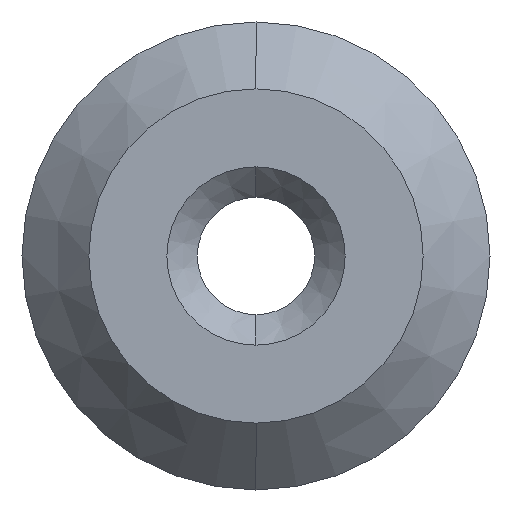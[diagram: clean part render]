
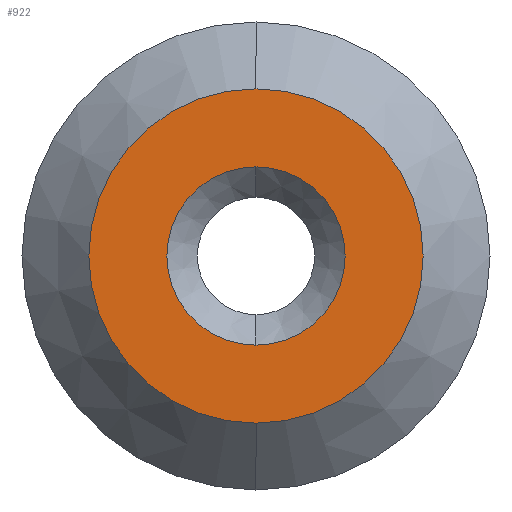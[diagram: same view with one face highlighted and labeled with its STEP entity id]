
A CAD part, left-side view. The second image highlights one B-rep face of the part: STEP entity #922.
In plain terms, the highlighted planar face has unit normal (-1, 0, 0).
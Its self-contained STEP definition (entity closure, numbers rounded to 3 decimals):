
#56 = AXIS2_PLACEMENT_3D ( 'NONE', #640, #882, #265 ) ;
#102 = EDGE_CURVE ( 'NONE', #420, #259, #677, .T. ) ;
#108 = DIRECTION ( 'NONE',  ( -1., 0., 0. ) ) ;
#127 = ORIENTED_EDGE ( 'NONE', *, *, #392, .F. ) ;
#135 = DIRECTION ( 'NONE',  ( 0., 0., 1. ) ) ;
#171 = DIRECTION ( 'NONE',  ( 0., 0., 1. ) ) ;
#259 = VERTEX_POINT ( 'NONE', #266 ) ;
#265 = DIRECTION ( 'NONE',  ( 0., 0., -1. ) ) ;
#266 = CARTESIAN_POINT ( 'NONE',  ( -17., 0., 4. ) ) ;
#267 = VERTEX_POINT ( 'NONE', #1001 ) ;
#272 = CARTESIAN_POINT ( 'NONE',  ( -17., 0., 0. ) ) ;
#296 = DIRECTION ( 'NONE',  ( 0., 0., 1. ) ) ;
#314 = AXIS2_PLACEMENT_3D ( 'NONE', #447, #805, #171 ) ;
#329 = FACE_BOUND ( 'NONE', #768, .T. ) ;
#357 = PLANE ( 'NONE',  #56 ) ;
#386 = ORIENTED_EDGE ( 'NONE', *, *, #943, .T. ) ;
#392 = EDGE_CURVE ( 'NONE', #259, #420, #429, .T. ) ;
#420 = VERTEX_POINT ( 'NONE', #560 ) ;
#429 = CIRCLE ( 'NONE', #820, 4. ) ;
#447 = CARTESIAN_POINT ( 'NONE',  ( -17., 0., 0. ) ) ;
#463 = AXIS2_PLACEMENT_3D ( 'NONE', #929, #946, #135 ) ;
#526 = CIRCLE ( 'NONE', #314, 7.5 ) ;
#545 = AXIS2_PLACEMENT_3D ( 'NONE', #272, #824, #646 ) ;
#560 = CARTESIAN_POINT ( 'NONE',  ( -17., 0., -4. ) ) ;
#617 = EDGE_LOOP ( 'NONE', ( #725, #386 ) ) ;
#640 = CARTESIAN_POINT ( 'NONE',  ( -17., 7.5, 0. ) ) ;
#646 = DIRECTION ( 'NONE',  ( 0., 0., 1. ) ) ;
#677 = CIRCLE ( 'NONE', #463, 4. ) ;
#710 = FACE_OUTER_BOUND ( 'NONE', #617, .T. ) ;
#725 = ORIENTED_EDGE ( 'NONE', *, *, #1070, .T. ) ;
#768 = EDGE_LOOP ( 'NONE', ( #127, #990 ) ) ;
#805 = DIRECTION ( 'NONE',  ( -1., 0., 0. ) ) ;
#820 = AXIS2_PLACEMENT_3D ( 'NONE', #851, #108, #296 ) ;
#824 = DIRECTION ( 'NONE',  ( -1., 0., 0. ) ) ;
#851 = CARTESIAN_POINT ( 'NONE',  ( -17., 0., 0. ) ) ;
#867 = CIRCLE ( 'NONE', #545, 7.5 ) ;
#882 = DIRECTION ( 'NONE',  ( 1., 0., 0. ) ) ;
#922 = ADVANCED_FACE ( 'NONE', ( #329, #710 ), #357, .F. ) ;
#929 = CARTESIAN_POINT ( 'NONE',  ( -17., 0., 0. ) ) ;
#943 = EDGE_CURVE ( 'NONE', #267, #948, #526, .T. ) ;
#946 = DIRECTION ( 'NONE',  ( -1., 0., 0. ) ) ;
#948 = VERTEX_POINT ( 'NONE', #1139 ) ;
#990 = ORIENTED_EDGE ( 'NONE', *, *, #102, .F. ) ;
#1001 = CARTESIAN_POINT ( 'NONE',  ( -17., 0., -7.5 ) ) ;
#1070 = EDGE_CURVE ( 'NONE', #948, #267, #867, .T. ) ;
#1139 = CARTESIAN_POINT ( 'NONE',  ( -17., 0., 7.5 ) ) ;
